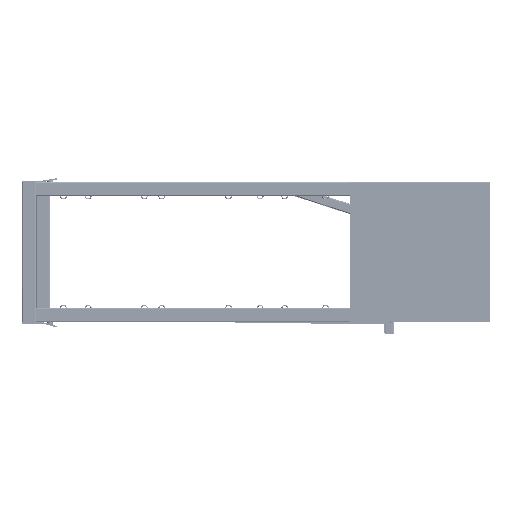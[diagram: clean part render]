
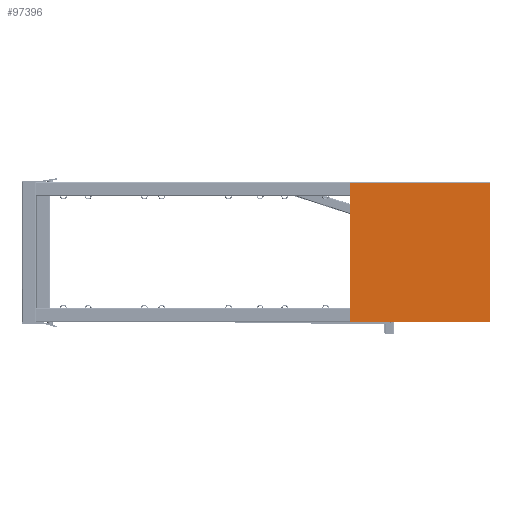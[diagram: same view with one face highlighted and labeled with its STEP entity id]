
A CAD part, left-side view. The second image highlights one B-rep face of the part: STEP entity #97396.
In plain terms, the highlighted face is planar.
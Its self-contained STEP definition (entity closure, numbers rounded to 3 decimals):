
#3853 = LINE ( 'NONE', #33125, #110166 ) ;
#4001 = LINE ( 'NONE', #92908, #110193 ) ;
#8846 = CARTESIAN_POINT ( 'NONE',  ( 297.167, 0., 100. ) ) ;
#13717 = EDGE_CURVE ( 'NONE', #78938, #42961, #61023, .T. ) ;
#13898 = DIRECTION ( 'NONE',  ( -1., 0., 0. ) ) ;
#15179 = CARTESIAN_POINT ( 'NONE',  ( -297.167, 597.167, 100. ) ) ;
#23527 = CARTESIAN_POINT ( 'NONE',  ( 300., 600., 100. ) ) ;
#31323 = VECTOR ( 'NONE', #46612, 1000. ) ;
#33125 = CARTESIAN_POINT ( 'NONE',  ( -297.167, 600., 100. ) ) ;
#34328 = EDGE_CURVE ( 'NONE', #67481, #78938, #3853, .T. ) ;
#36334 = EDGE_LOOP ( 'NONE', ( #119491, #45471, #99832, #99726 ) ) ;
#37270 = VERTEX_POINT ( 'NONE', #66995 ) ;
#39787 = EDGE_CURVE ( 'NONE', #37270, #67481, #4001, .T. ) ;
#40821 = CARTESIAN_POINT ( 'NONE',  ( -297.167, 0., 100. ) ) ;
#42961 = VERTEX_POINT ( 'NONE', #8846 ) ;
#44099 = FACE_OUTER_BOUND ( 'NONE', #36334, .T. ) ;
#45471 = ORIENTED_EDGE ( 'NONE', *, *, #34328, .T. ) ;
#46612 = DIRECTION ( 'NONE',  ( 1., 0., 0. ) ) ;
#53998 = DIRECTION ( 'NONE',  ( -1., 0., 0. ) ) ;
#54076 = DIRECTION ( 'NONE',  ( 0., 0., -1. ) ) ;
#57686 = EDGE_CURVE ( 'NONE', #42961, #37270, #71163, .T. ) ;
#61023 = LINE ( 'NONE', #65377, #31323 ) ;
#65377 = CARTESIAN_POINT ( 'NONE',  ( 300., 0., 100. ) ) ;
#66995 = CARTESIAN_POINT ( 'NONE',  ( 297.167, 597.167, 100. ) ) ;
#67481 = VERTEX_POINT ( 'NONE', #15179 ) ;
#71163 = LINE ( 'NONE', #117557, #94697 ) ;
#74756 = AXIS2_PLACEMENT_3D ( 'NONE', #23527, #54076, #13898 ) ;
#78938 = VERTEX_POINT ( 'NONE', #40821 ) ;
#83321 = PLANE ( 'NONE',  #74756 ) ;
#92908 = CARTESIAN_POINT ( 'NONE',  ( 297.167, 597.167, 100. ) ) ;
#94697 = VECTOR ( 'NONE', #116728, 1000. ) ;
#97396 = ADVANCED_FACE ( 'NONE', ( #44099 ), #83321, .F. ) ;
#99726 = ORIENTED_EDGE ( 'NONE', *, *, #57686, .T. ) ;
#99832 = ORIENTED_EDGE ( 'NONE', *, *, #13717, .T. ) ;
#110166 = VECTOR ( 'NONE', #111440, 1000. ) ;
#110193 = VECTOR ( 'NONE', #53998, 1000. ) ;
#111440 = DIRECTION ( 'NONE',  ( 0., -1., 0. ) ) ;
#116728 = DIRECTION ( 'NONE',  ( 0., 1., 0. ) ) ;
#117557 = CARTESIAN_POINT ( 'NONE',  ( 297.167, 600., 100. ) ) ;
#119491 = ORIENTED_EDGE ( 'NONE', *, *, #39787, .T. ) ;
